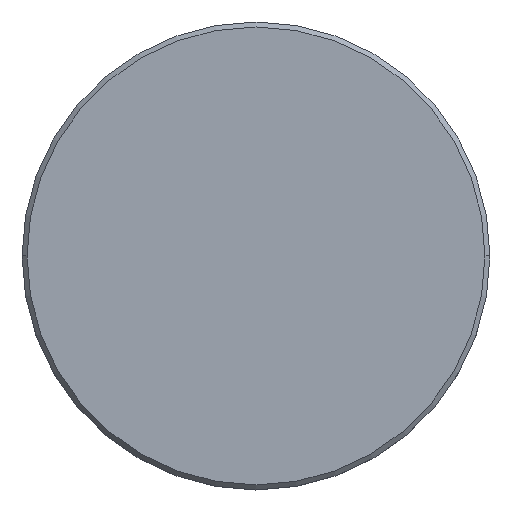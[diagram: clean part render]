
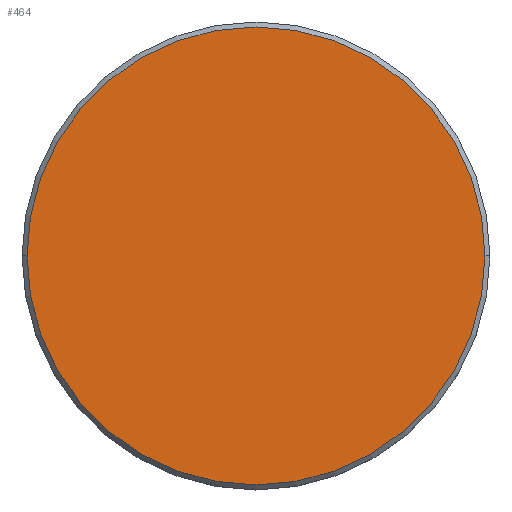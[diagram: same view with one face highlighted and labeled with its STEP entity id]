
A CAD part, top view. The second image highlights one B-rep face of the part: STEP entity #464.
In plain terms, the highlighted planar face has unit normal (0, 0, 1).
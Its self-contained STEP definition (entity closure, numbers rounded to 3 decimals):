
#100 = AXIS2_PLACEMENT_3D ( 'NONE', #1010, #165, #641 ) ;
#110 = EDGE_CURVE ( 'NONE', #522, #1181, #1073, .T. ) ;
#165 = DIRECTION ( 'NONE',  ( 0., 0., 1. ) ) ;
#186 = DIRECTION ( 'NONE',  ( 1., 0., 0. ) ) ;
#459 = CARTESIAN_POINT ( 'NONE',  ( 0., 0., 0. ) ) ;
#464 = ADVANCED_FACE ( 'NONE', ( #597 ), #1028, .T. ) ;
#522 = VERTEX_POINT ( 'NONE', #628 ) ;
#530 = DIRECTION ( 'NONE',  ( 1., 0., 0. ) ) ;
#597 = FACE_OUTER_BOUND ( 'NONE', #822, .T. ) ;
#624 = EDGE_CURVE ( 'NONE', #1181, #522, #737, .T. ) ;
#627 = CARTESIAN_POINT ( 'NONE',  ( 0., 0., 0. ) ) ;
#628 = CARTESIAN_POINT ( 'NONE',  ( 23., 0., 0. ) ) ;
#641 = DIRECTION ( 'NONE',  ( 1., 0., 0. ) ) ;
#737 = CIRCLE ( 'NONE', #100, 23. ) ;
#775 = ORIENTED_EDGE ( 'NONE', *, *, #110, .T. ) ;
#795 = CARTESIAN_POINT ( 'NONE',  ( -23., 0., 0. ) ) ;
#817 = DIRECTION ( 'NONE',  ( 0., 0., 1. ) ) ;
#822 = EDGE_LOOP ( 'NONE', ( #1144, #775 ) ) ;
#880 = AXIS2_PLACEMENT_3D ( 'NONE', #459, #817, #186 ) ;
#988 = DIRECTION ( 'NONE',  ( 0., 0., 1. ) ) ;
#1010 = CARTESIAN_POINT ( 'NONE',  ( 0., 0., 0. ) ) ;
#1028 = PLANE ( 'NONE',  #880 ) ;
#1040 = AXIS2_PLACEMENT_3D ( 'NONE', #627, #988, #530 ) ;
#1073 = CIRCLE ( 'NONE', #1040, 23. ) ;
#1144 = ORIENTED_EDGE ( 'NONE', *, *, #624, .T. ) ;
#1181 = VERTEX_POINT ( 'NONE', #795 ) ;
